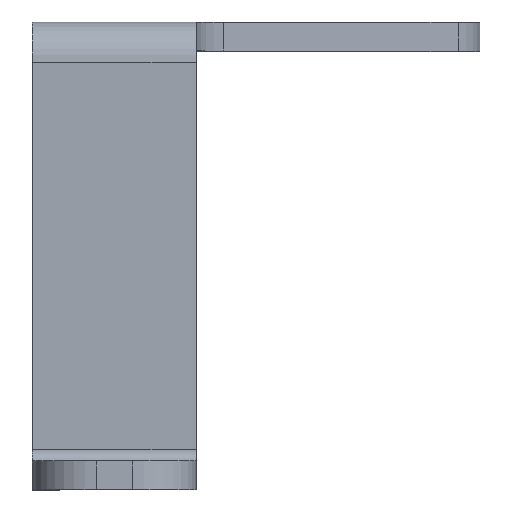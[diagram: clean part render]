
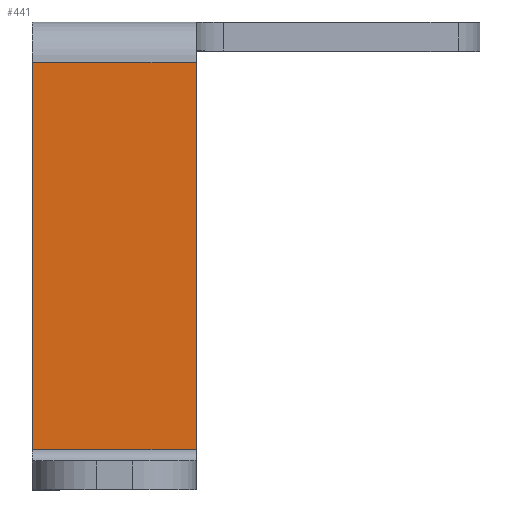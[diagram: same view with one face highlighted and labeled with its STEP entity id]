
A CAD part, top view. The second image highlights one B-rep face of the part: STEP entity #441.
In plain terms, the highlighted planar face has unit normal (0, 0, 1).
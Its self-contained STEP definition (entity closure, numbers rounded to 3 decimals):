
#3 = ORIENTED_EDGE ( 'NONE', *, *, #435, .F. ) ;
#14 = VERTEX_POINT ( 'NONE', #988 ) ;
#27 = ORIENTED_EDGE ( 'NONE', *, *, #258, .F. ) ;
#30 = VERTEX_POINT ( 'NONE', #535 ) ;
#53 = VECTOR ( 'NONE', #839, 1000. ) ;
#71 = DIRECTION ( 'NONE',  ( -1., 0., 0. ) ) ;
#73 = CARTESIAN_POINT ( 'NONE',  ( 11., 0., -10. ) ) ;
#118 = VECTOR ( 'NONE', #172, 1000. ) ;
#130 = LINE ( 'NONE', #369, #721 ) ;
#172 = DIRECTION ( 'NONE',  ( 0., 1., 0. ) ) ;
#192 = VERTEX_POINT ( 'NONE', #565 ) ;
#224 = DIRECTION ( 'NONE',  ( 0., 0., 1. ) ) ;
#246 = ORIENTED_EDGE ( 'NONE', *, *, #650, .T. ) ;
#258 = EDGE_CURVE ( 'NONE', #523, #30, #425, .T. ) ;
#261 = CARTESIAN_POINT ( 'NONE',  ( -7., 45.062, -10. ) ) ;
#292 = PLANE ( 'NONE',  #589 ) ;
#369 = CARTESIAN_POINT ( 'NONE',  ( 11., 1.27, -10. ) ) ;
#425 = LINE ( 'NONE', #261, #118 ) ;
#435 = EDGE_CURVE ( 'NONE', #192, #523, #130, .T. ) ;
#441 = ADVANCED_FACE ( 'NONE', ( #981 ), #292, .T. ) ;
#451 = VECTOR ( 'NONE', #71, 1000. ) ;
#459 = EDGE_CURVE ( 'NONE', #14, #192, #697, .T. ) ;
#466 = LINE ( 'NONE', #867, #451 ) ;
#523 = VERTEX_POINT ( 'NONE', #621 ) ;
#527 = ORIENTED_EDGE ( 'NONE', *, *, #459, .F. ) ;
#535 = CARTESIAN_POINT ( 'NONE',  ( -7., 43.792, -10. ) ) ;
#565 = CARTESIAN_POINT ( 'NONE',  ( 11., 1.27, -10. ) ) ;
#589 = AXIS2_PLACEMENT_3D ( 'NONE', #594, #224, #702 ) ;
#594 = CARTESIAN_POINT ( 'NONE',  ( 0., 0., -10. ) ) ;
#621 = CARTESIAN_POINT ( 'NONE',  ( -7., 1.27, -10. ) ) ;
#650 = EDGE_CURVE ( 'NONE', #14, #30, #466, .T. ) ;
#678 = DIRECTION ( 'NONE',  ( -1., 0., 0. ) ) ;
#697 = LINE ( 'NONE', #73, #53 ) ;
#702 = DIRECTION ( 'NONE',  ( 0., -1., 0. ) ) ;
#721 = VECTOR ( 'NONE', #678, 1000. ) ;
#799 = EDGE_LOOP ( 'NONE', ( #527, #246, #27, #3 ) ) ;
#839 = DIRECTION ( 'NONE',  ( 0., -1., 0. ) ) ;
#867 = CARTESIAN_POINT ( 'NONE',  ( 11., 43.792, -10. ) ) ;
#981 = FACE_OUTER_BOUND ( 'NONE', #799, .T. ) ;
#988 = CARTESIAN_POINT ( 'NONE',  ( 11., 43.792, -10. ) ) ;
